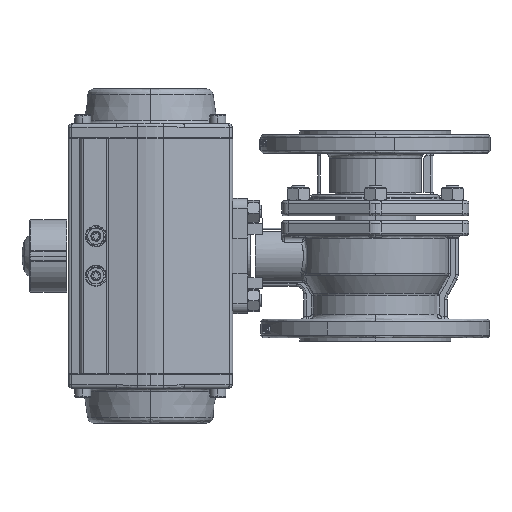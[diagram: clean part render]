
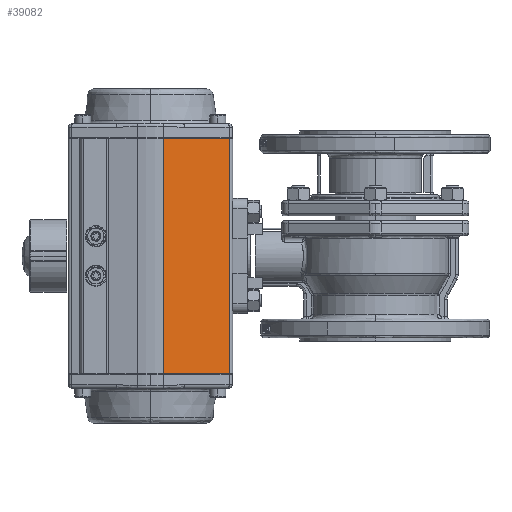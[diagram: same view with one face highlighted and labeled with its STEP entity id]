
A CAD part, left-side view. The second image highlights one B-rep face of the part: STEP entity #39082.
In plain terms, the highlighted planar face has unit normal (0.983, 0.185, 0).
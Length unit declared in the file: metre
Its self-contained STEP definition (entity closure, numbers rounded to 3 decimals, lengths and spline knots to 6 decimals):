
#70 = DIRECTION ( 'NONE',  ( 0.185, -0.983, 0. ) ) ;
#2889 = VERTEX_POINT ( 'NONE', #67317 ) ;
#5133 = CARTESIAN_POINT ( 'NONE',  ( -0.101253, 0.160298, 0.28675 ) ) ;
#16876 = EDGE_CURVE ( 'NONE', #81660, #2889, #86931, .T. ) ;
#22123 = DIRECTION ( 'NONE',  ( -0.185, 0.983, 0. ) ) ;
#24660 = CARTESIAN_POINT ( 'NONE',  ( -0.091204, 0.106873, 0.28675 ) ) ;
#38676 = CARTESIAN_POINT ( 'NONE',  ( -0.091204, 0.106873, 0.09675 ) ) ;
#39082 = ADVANCED_FACE ( 'NONE', ( #95148 ), #44218, .T. ) ;
#41961 = DIRECTION ( 'NONE',  ( 0.983, 0.185, 0. ) ) ;
#44218 = PLANE ( 'NONE',  #73750 ) ;
#46375 = LINE ( 'NONE', #53837, #70299 ) ;
#51181 = CARTESIAN_POINT ( 'NONE',  ( -0.101253, 0.160298, 0.09675 ) ) ;
#53837 = CARTESIAN_POINT ( 'NONE',  ( -0.101253, 0.160298, 0.09675 ) ) ;
#56943 = LINE ( 'NONE', #38676, #80181 ) ;
#57760 = EDGE_CURVE ( 'NONE', #59197, #97991, #56943, .T. ) ;
#59197 = VERTEX_POINT ( 'NONE', #64829 ) ;
#62993 = DIRECTION ( 'NONE',  ( 0., 0., 1. ) ) ;
#64829 = CARTESIAN_POINT ( 'NONE',  ( -0.091204, 0.106873, 0.09675 ) ) ;
#67317 = CARTESIAN_POINT ( 'NONE',  ( -0.091204, 0.106873, 0.28675 ) ) ;
#68542 = ORIENTED_EDGE ( 'NONE', *, *, #16876, .T. ) ;
#70299 = VECTOR ( 'NONE', #62993, 1. ) ;
#72885 = DIRECTION ( 'NONE',  ( 0., 0., -1. ) ) ;
#73750 = AXIS2_PLACEMENT_3D ( 'NONE', #96831, #41961, #76898 ) ;
#76784 = EDGE_CURVE ( 'NONE', #97991, #81660, #46375, .T. ) ;
#76898 = DIRECTION ( 'NONE',  ( 0.185, -0.983, 0. ) ) ;
#78413 = ORIENTED_EDGE ( 'NONE', *, *, #57760, .T. ) ;
#80181 = VECTOR ( 'NONE', #22123, 1. ) ;
#81660 = VERTEX_POINT ( 'NONE', #5133 ) ;
#81918 = EDGE_LOOP ( 'NONE', ( #98838, #68542, #83529, #78413 ) ) ;
#82577 = CARTESIAN_POINT ( 'NONE',  ( -0.091204, 0.106873, 0.09675 ) ) ;
#83529 = ORIENTED_EDGE ( 'NONE', *, *, #98141, .T. ) ;
#85195 = VECTOR ( 'NONE', #70, 1. ) ;
#86212 = VECTOR ( 'NONE', #72885, 1. ) ;
#86931 = LINE ( 'NONE', #24660, #85195 ) ;
#95148 = FACE_OUTER_BOUND ( 'NONE', #81918, .T. ) ;
#96831 = CARTESIAN_POINT ( 'NONE',  ( -0.091204, 0.106873, 0.09675 ) ) ;
#97991 = VERTEX_POINT ( 'NONE', #51181 ) ;
#98141 = EDGE_CURVE ( 'NONE', #2889, #59197, #107117, .T. ) ;
#98838 = ORIENTED_EDGE ( 'NONE', *, *, #76784, .T. ) ;
#107117 = LINE ( 'NONE', #82577, #86212 ) ;
